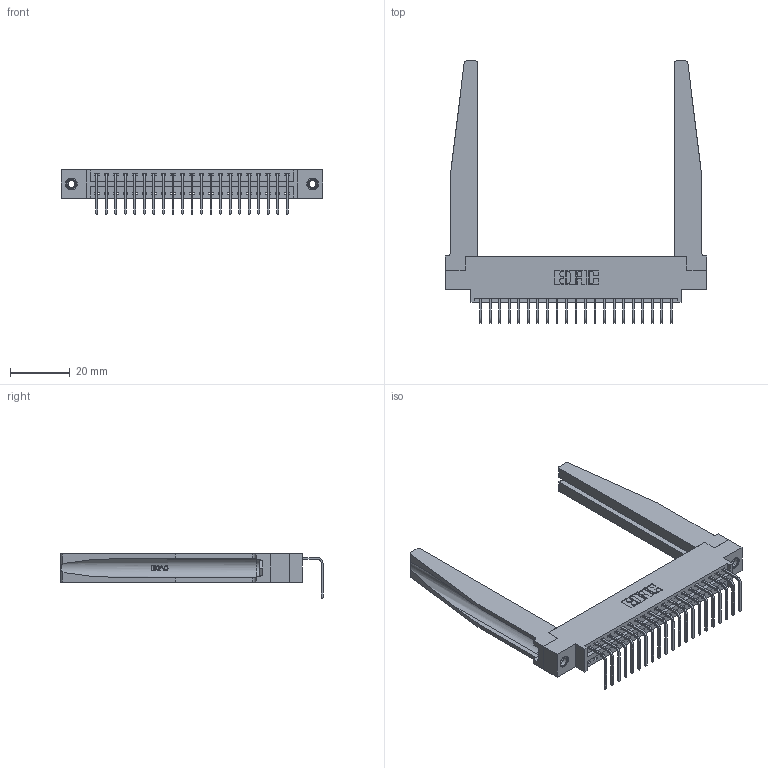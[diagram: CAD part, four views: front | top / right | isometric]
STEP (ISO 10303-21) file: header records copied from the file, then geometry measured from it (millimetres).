
FILE_DESCRIPTION (( 'STEP AP203' ), '1' );
FILE_NAME ('346-021-558-678.STEP', '2022-05-05T18:39:40', ( '' ), ( '' ), 'SwSTEP 2.0', 'SolidWorks 2020', '' );
FILE_SCHEMA (( 'CONFIG_CONTROL_DESIGN' ));
Length unit declared in the file: inch
Products named in the file (5): 345-292-001_558 Tail - 2; 345-250-001_345-250-001-102; 346-220-078_345-220-078; 346 Part_0.170 Offset - 0.156 Dia-TH; 346-021-558-678
Assembly tree (26 placements, depth 2):
  346-021-558-678
    346 Part_0.170 Offset - 0.156 Dia-TH
    345-292-001_558 Tail - 2  x21
    346-220-078_345-220-078  x2
    345-250-001_345-250-001-102  x2
Bounding box: 87.25 x 87.44 x 14.73 mm (x, y, z)
Volume: 15013.1 mm3; surface area: 17052.8 mm2
Topology: 26 solids, 26 shells, 1634 faces, 4807 edges, 3166 vertices
Faces by surface type: plane 1118, cylinder 464, bspline 36, cone 12, torus 4
Entity records: 21240 total; most frequent: CARTESIAN_POINT 4564, ORIENTED_EDGE 3406, DIRECTION 3035, EDGE_CURVE 1703, VECTOR 1393, LINE 1393, VERTEX_POINT 1128, AXIS2_PLACEMENT_3D 821
